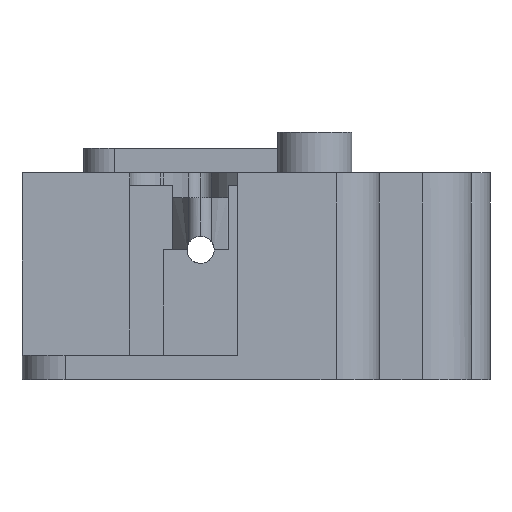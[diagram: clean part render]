
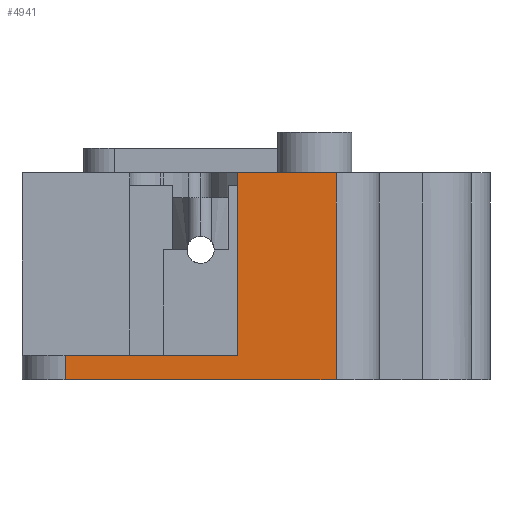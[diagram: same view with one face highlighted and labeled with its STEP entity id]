
A CAD part, front view. The second image highlights one B-rep face of the part: STEP entity #4941.
In plain terms, the highlighted planar face has unit normal (0, -1, 0).
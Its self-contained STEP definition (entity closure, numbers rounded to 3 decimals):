
#84 = DIRECTION ( 'NONE',  ( 0., 0., -1. ) ) ;
#106 = CARTESIAN_POINT ( 'NONE',  ( -14.5, -20.5, -2. ) ) ;
#142 = LINE ( 'NONE', #494, #1626 ) ;
#145 = CARTESIAN_POINT ( 'NONE',  ( 3., -20.5, 0. ) ) ;
#242 = VERTEX_POINT ( 'NONE', #2199 ) ;
#494 = CARTESIAN_POINT ( 'NONE',  ( -14.5, -20.5, -14.8 ) ) ;
#562 = VERTEX_POINT ( 'NONE', #2506 ) ;
#568 = VERTEX_POINT ( 'NONE', #914 ) ;
#591 = EDGE_CURVE ( 'NONE', #3926, #242, #1647, .T. ) ;
#677 = DIRECTION ( 'NONE',  ( 1., 0., 0. ) ) ;
#806 = ORIENTED_EDGE ( 'NONE', *, *, #2649, .F. ) ;
#914 = CARTESIAN_POINT ( 'NONE',  ( 3., -20.5, -14.8 ) ) ;
#949 = CARTESIAN_POINT ( 'NONE',  ( -11., -20.5, -14.8 ) ) ;
#973 = CARTESIAN_POINT ( 'NONE',  ( 3., -20.5, -2. ) ) ;
#1160 = LINE ( 'NONE', #3157, #1201 ) ;
#1201 = VECTOR ( 'NONE', #4082, 1000. ) ;
#1230 = VERTEX_POINT ( 'NONE', #145 ) ;
#1484 = EDGE_LOOP ( 'NONE', ( #3562, #1601, #2595, #3745, #806, #2178 ) ) ;
#1601 = ORIENTED_EDGE ( 'NONE', *, *, #4489, .T. ) ;
#1626 = VECTOR ( 'NONE', #4567, 1000. ) ;
#1647 = LINE ( 'NONE', #3761, #2464 ) ;
#1717 = VECTOR ( 'NONE', #677, 1000. ) ;
#1723 = VECTOR ( 'NONE', #5191, 1000. ) ;
#1793 = PLANE ( 'NONE',  #2061 ) ;
#1815 = LINE ( 'NONE', #5119, #1717 ) ;
#1925 = EDGE_CURVE ( 'NONE', #562, #242, #1160, .T. ) ;
#2019 = VERTEX_POINT ( 'NONE', #949 ) ;
#2061 = AXIS2_PLACEMENT_3D ( 'NONE', #106, #4563, #4675 ) ;
#2166 = FACE_OUTER_BOUND ( 'NONE', #1484, .T. ) ;
#2178 = ORIENTED_EDGE ( 'NONE', *, *, #2663, .T. ) ;
#2199 = CARTESIAN_POINT ( 'NONE',  ( 11., -20.5, -16.8 ) ) ;
#2291 = DIRECTION ( 'NONE',  ( 0., 0., -1. ) ) ;
#2464 = VECTOR ( 'NONE', #84, 1000. ) ;
#2506 = CARTESIAN_POINT ( 'NONE',  ( -11., -20.5, -16.8 ) ) ;
#2595 = ORIENTED_EDGE ( 'NONE', *, *, #1925, .T. ) ;
#2649 = EDGE_CURVE ( 'NONE', #1230, #3926, #1815, .T. ) ;
#2663 = EDGE_CURVE ( 'NONE', #1230, #568, #2669, .T. ) ;
#2669 = LINE ( 'NONE', #973, #2834 ) ;
#2823 = CARTESIAN_POINT ( 'NONE',  ( -11., -20.5, -2. ) ) ;
#2834 = VECTOR ( 'NONE', #2291, 1000. ) ;
#2912 = EDGE_CURVE ( 'NONE', #568, #2019, #142, .T. ) ;
#3157 = CARTESIAN_POINT ( 'NONE',  ( -14.5, -20.5, -16.8 ) ) ;
#3219 = LINE ( 'NONE', #2823, #1723 ) ;
#3562 = ORIENTED_EDGE ( 'NONE', *, *, #2912, .T. ) ;
#3745 = ORIENTED_EDGE ( 'NONE', *, *, #591, .F. ) ;
#3761 = CARTESIAN_POINT ( 'NONE',  ( 11., -20.5, -2. ) ) ;
#3888 = CARTESIAN_POINT ( 'NONE',  ( 11., -20.5, 0. ) ) ;
#3926 = VERTEX_POINT ( 'NONE', #3888 ) ;
#4082 = DIRECTION ( 'NONE',  ( 1., 0., 0. ) ) ;
#4489 = EDGE_CURVE ( 'NONE', #2019, #562, #3219, .T. ) ;
#4563 = DIRECTION ( 'NONE',  ( 0., -1., 0. ) ) ;
#4567 = DIRECTION ( 'NONE',  ( -1., 0., 0. ) ) ;
#4675 = DIRECTION ( 'NONE',  ( 1., 0., 0. ) ) ;
#4941 = ADVANCED_FACE ( 'NONE', ( #2166 ), #1793, .T. ) ;
#5119 = CARTESIAN_POINT ( 'NONE',  ( 0., -20.5, 0. ) ) ;
#5191 = DIRECTION ( 'NONE',  ( 0., 0., -1. ) ) ;
